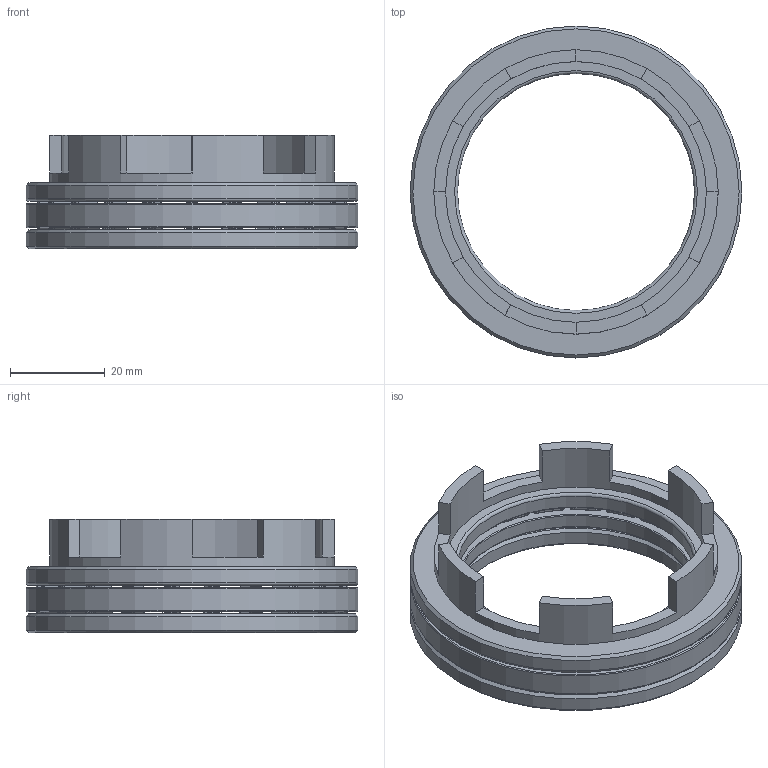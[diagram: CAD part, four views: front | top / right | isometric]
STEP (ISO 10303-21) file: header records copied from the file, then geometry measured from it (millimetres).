
FILE_DESCRIPTION(/* description */ (''),/* implementation_level */ '2;1');
FILE_NAME(/* name */ '4300N19_Cylindrical-Roller Thrust Bearing.step',/* time_stamp */ '2023-12-15T19:23:49+05:30',/* author */ (''),/* organization */ (''),/* preprocessor_version */ 'ST-DEVELOPER v20',/* originating_system */ 'Autodesk Translation Framework v12.14.0.127',/* authorisation */ '');
FILE_SCHEMA (('AUTOMOTIVE_DESIGN { 1 0 10303 214 3 1 1 }'));
Length unit declared in the file: millimetre
Products named in the file (1): 4300N19_Cylindrical-Roller Thrust Bearing
Bounding box: 70 x 70 x 24 mm (x, y, z)
Volume: 24802.9 mm3; surface area: 21423.8 mm2
Topology: 25 solids, 25 shells, 760 faces, 1839 edges, 1022 vertices
Faces by surface type: cylinder 229, torus 228, bspline 176, plane 121, cone 6
Full cylindrical faces by diameter (mm): 6 x22, 50 x2, 52 x1, 55 x1, 60 x1, 66 x1, 70 x3
Entity records: 25157 total; most frequent: CARTESIAN_POINT 8076, DIRECTION 3871, ORIENTED_EDGE 3500, EDGE_CURVE 1750, AXIS2_PLACEMENT_3D 1717, VERTEX_POINT 1021, CIRCLE 931, EDGE_LOOP 791
